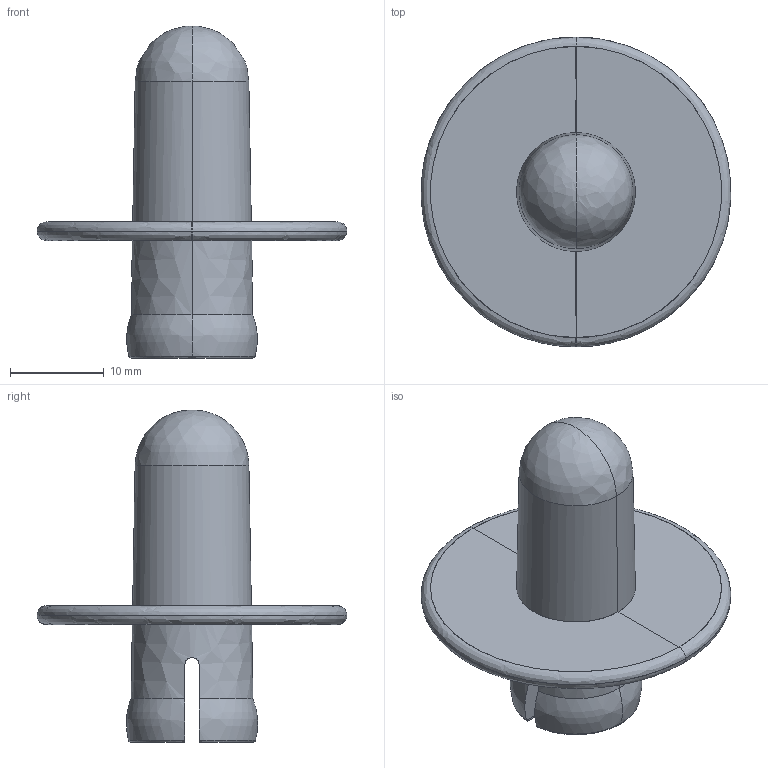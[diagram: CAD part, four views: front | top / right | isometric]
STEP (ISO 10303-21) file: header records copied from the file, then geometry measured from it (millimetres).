
FILE_DESCRIPTION((''),'2;1');
FILE_NAME('SDB.stp','2021-05-17T14:19:09',(''),(''),'AutoCAD STEP 2000i','AutoCAD 2000i',', , ');
FILE_SCHEMA(('CONFIG_CONTROL_DESIGN'));
Length unit declared in the file: millimetre
Products named in the file (1): SDB
Bounding box: 32.95 x 33 x 35.35 mm (x, y, z)
Surface area: 3907.4 mm2 (no closed solid volume)
Topology: 0 solids, 0 shells, 52 faces, 224 edges, 220 vertices
Faces by surface type: bspline 52
Entity records: 3166 total; most frequent: CARTESIAN_POINT 2171, QUASI_UNIFORM_CURVE 272, PCURVE 220, COMPOSITE_CURVE_SEGMENT 220, B_SPLINE_CURVE_WITH_KNOTS 64, OUTER_BOUNDARY_CURVE 52, CURVE_BOUNDED_SURFACE 52, B_SPLINE_SURFACE_WITH_KNOTS 10
